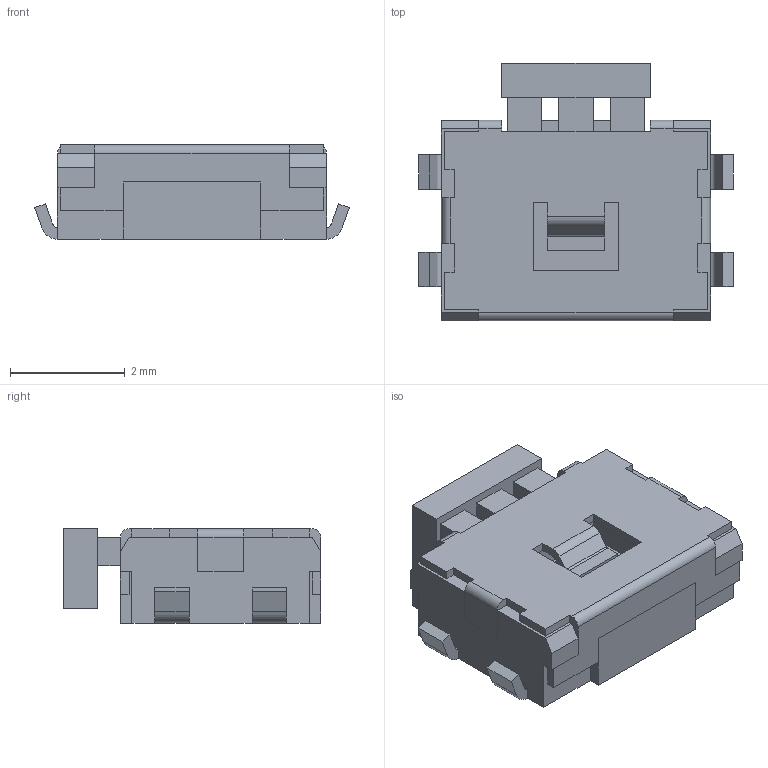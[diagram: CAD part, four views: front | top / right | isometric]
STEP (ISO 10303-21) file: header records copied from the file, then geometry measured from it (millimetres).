
FILE_DESCRIPTION(/* description */ ('model of Panasonic_EVQPUK_EVQPUB'),/* implementation_level */ '2;1');
FILE_NAME(/* name */ 'Panasonic_EVQPUK_EVQPUB.step',/* time_stamp */ '1970-01-01T00:00:00',/* author */ ('KiCAD','kicad'),/* organization */ ('OCCT'),/* preprocessor_version */ '',/* originating_system */ 'KiCAD',/* authorisation */ '');
FILE_SCHEMA(('AUTOMOTIVE_DESIGN { 1 0 10303 214 1 1 1 1 }'));
Length unit declared in the file: millimetre
Products named in the file (1): Panasonic_EVQPUK_EVQPUB
Bounding box: 5.5 x 4.5 x 1.65 mm (x, y, z)
Volume: 28.1 mm3; surface area: 90.6 mm2
Topology: 1 solids, 1 shells, 169 faces, 479 edges, 306 vertices
Faces by surface type: plane 152, cylinder 17
Entity records: 3509 total; most frequent: ORIENTED_EDGE 746, EDGE_CURVE 479, CARTESIAN_POINT 416, LINE 377, VERTEX_POINT 306, AXIS2_PLACEMENT_3D 183, FACE_BOUND 173, EDGE_LOOP 173
